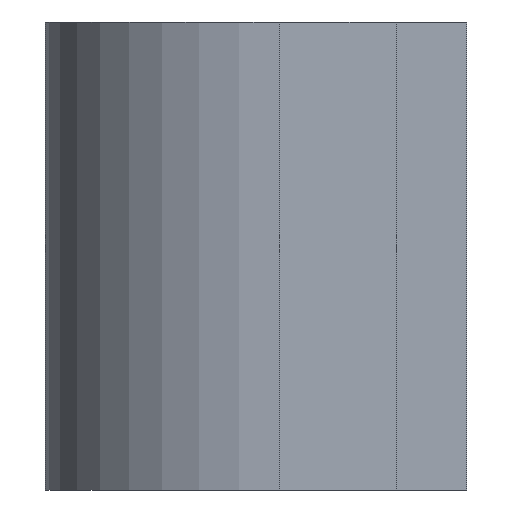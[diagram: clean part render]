
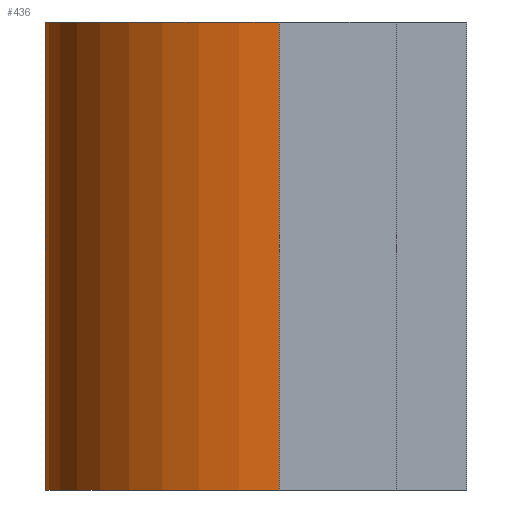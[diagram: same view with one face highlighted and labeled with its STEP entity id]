
A CAD part, left-side view. The second image highlights one B-rep face of the part: STEP entity #436.
In plain terms, the highlighted cylindrical face has radius 10 mm (diameter 20 mm), a partial arc.
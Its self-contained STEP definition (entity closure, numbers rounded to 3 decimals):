
#16 = VERTEX_POINT ( 'NONE', #505 ) ;
#39 = VERTEX_POINT ( 'NONE', #125 ) ;
#52 = EDGE_CURVE ( 'NONE', #39, #130, #205, .T. ) ;
#58 = CARTESIAN_POINT ( 'NONE',  ( 20., 8., -20. ) ) ;
#60 = ORIENTED_EDGE ( 'NONE', *, *, #52, .F. ) ;
#88 = CARTESIAN_POINT ( 'NONE',  ( 20., 8., 0. ) ) ;
#99 = EDGE_CURVE ( 'NONE', #121, #16, #316, .T. ) ;
#102 = LINE ( 'NONE', #506, #594 ) ;
#107 = VECTOR ( 'NONE', #420, 1000. ) ;
#114 = AXIS2_PLACEMENT_3D ( 'NONE', #88, #600, #128 ) ;
#121 = VERTEX_POINT ( 'NONE', #249 ) ;
#125 = CARTESIAN_POINT ( 'NONE',  ( 20., 18., 0. ) ) ;
#127 = CARTESIAN_POINT ( 'NONE',  ( 20., 8., 0. ) ) ;
#128 = DIRECTION ( 'NONE',  ( -1., 0., 0. ) ) ;
#130 = VERTEX_POINT ( 'NONE', #151 ) ;
#151 = CARTESIAN_POINT ( 'NONE',  ( 10., 8., 0. ) ) ;
#152 = DIRECTION ( 'NONE',  ( 0., 0., 1. ) ) ;
#175 = EDGE_LOOP ( 'NONE', ( #493, #60, #567, #558 ) ) ;
#186 = CYLINDRICAL_SURFACE ( 'NONE', #114, 10. ) ;
#205 = CIRCLE ( 'NONE', #568, 10. ) ;
#228 = CARTESIAN_POINT ( 'NONE',  ( 20., 18., 0. ) ) ;
#249 = CARTESIAN_POINT ( 'NONE',  ( 10., 8., -20. ) ) ;
#316 = CIRCLE ( 'NONE', #440, 10. ) ;
#320 = DIRECTION ( 'NONE',  ( 0., 0., -1. ) ) ;
#352 = DIRECTION ( 'NONE',  ( -1., 0., 0. ) ) ;
#420 = DIRECTION ( 'NONE',  ( 0., 0., 1. ) ) ;
#433 = EDGE_CURVE ( 'NONE', #130, #121, #102, .T. ) ;
#435 = DIRECTION ( 'NONE',  ( 1., 0., 0. ) ) ;
#436 = ADVANCED_FACE ( 'NONE', ( #457 ), #186, .T. ) ;
#440 = AXIS2_PLACEMENT_3D ( 'NONE', #58, #581, #435 ) ;
#457 = FACE_OUTER_BOUND ( 'NONE', #175, .T. ) ;
#493 = ORIENTED_EDGE ( 'NONE', *, *, #433, .F. ) ;
#496 = EDGE_CURVE ( 'NONE', #16, #39, #580, .T. ) ;
#505 = CARTESIAN_POINT ( 'NONE',  ( 20., 18., -20. ) ) ;
#506 = CARTESIAN_POINT ( 'NONE',  ( 10., 8., -20. ) ) ;
#558 = ORIENTED_EDGE ( 'NONE', *, *, #99, .F. ) ;
#567 = ORIENTED_EDGE ( 'NONE', *, *, #496, .F. ) ;
#568 = AXIS2_PLACEMENT_3D ( 'NONE', #127, #152, #352 ) ;
#580 = LINE ( 'NONE', #228, #107 ) ;
#581 = DIRECTION ( 'NONE',  ( 0., 0., -1. ) ) ;
#594 = VECTOR ( 'NONE', #320, 1000. ) ;
#600 = DIRECTION ( 'NONE',  ( 0., 0., -1. ) ) ;
